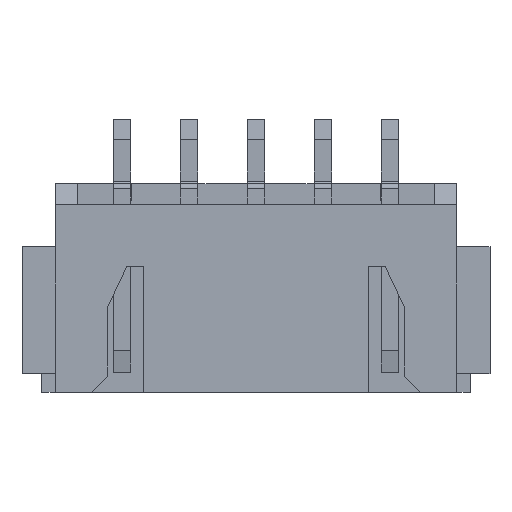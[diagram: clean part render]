
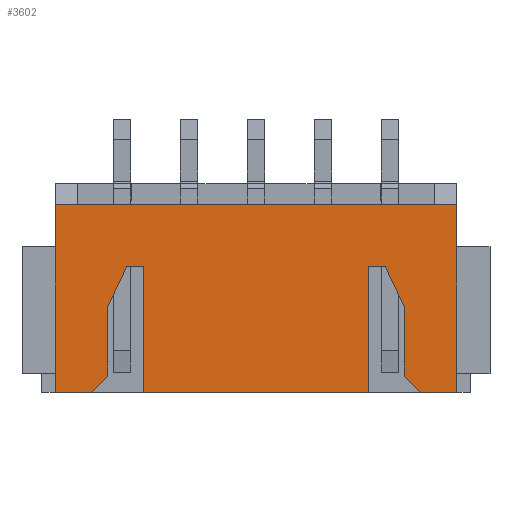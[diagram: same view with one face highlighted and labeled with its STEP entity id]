
A CAD part, top view. The second image highlights one B-rep face of the part: STEP entity #3602.
In plain terms, the highlighted planar face has unit normal (0, 0, 1).
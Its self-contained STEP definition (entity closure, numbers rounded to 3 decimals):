
#144=FACE_OUTER_BOUND('',#333,.T.);
#333=EDGE_LOOP('',(#2662,#2663,#2664,#2665,#2666,#2667,#2668,#2669,#2670,
#2671,#2672,#2673,#2674,#2675,#2676,#2677));
#476=LINE('',#4910,#971);
#512=LINE('',#4982,#1007);
#659=LINE('',#5276,#1154);
#661=LINE('',#5280,#1156);
#666=LINE('',#5289,#1161);
#669=LINE('',#5295,#1164);
#672=LINE('',#5301,#1167);
#675=LINE('',#5309,#1170);
#679=LINE('',#5316,#1174);
#682=LINE('',#5322,#1177);
#685=LINE('',#5328,#1180);
#686=LINE('',#5331,#1181);
#689=LINE('',#5336,#1184);
#690=LINE('',#5337,#1185);
#691=LINE('',#5338,#1186);
#692=LINE('',#5339,#1187);
#971=VECTOR('',#3977,10.);
#1007=VECTOR('',#4031,10.);
#1154=VECTOR('',#4274,10.);
#1156=VECTOR('',#4278,10.);
#1161=VECTOR('',#4285,10.);
#1164=VECTOR('',#4290,10.);
#1167=VECTOR('',#4295,10.);
#1170=VECTOR('',#4300,10.);
#1174=VECTOR('',#4306,10.);
#1177=VECTOR('',#4311,10.);
#1180=VECTOR('',#4316,10.);
#1181=VECTOR('',#4319,10.);
#1184=VECTOR('',#4324,10.);
#1185=VECTOR('',#4325,10.);
#1186=VECTOR('',#4326,10.);
#1187=VECTOR('',#4327,10.);
#1465=VERTEX_POINT('',#4907);
#1466=VERTEX_POINT('',#4909);
#1492=VERTEX_POINT('',#4979);
#1493=VERTEX_POINT('',#4981);
#1591=VERTEX_POINT('',#5273);
#1592=VERTEX_POINT('',#5275);
#1593=VERTEX_POINT('',#5279);
#1596=VERTEX_POINT('',#5287);
#1598=VERTEX_POINT('',#5293);
#1600=VERTEX_POINT('',#5299);
#1603=VERTEX_POINT('',#5306);
#1604=VERTEX_POINT('',#5308);
#1606=VERTEX_POINT('',#5314);
#1608=VERTEX_POINT('',#5320);
#1610=VERTEX_POINT('',#5326);
#1611=VERTEX_POINT('',#5330);
#1812=EDGE_CURVE('',#1465,#1466,#476,.T.);
#1848=EDGE_CURVE('',#1492,#1493,#512,.T.);
#1995=EDGE_CURVE('',#1592,#1591,#659,.T.);
#1997=EDGE_CURVE('',#1593,#1592,#661,.T.);
#2002=EDGE_CURVE('',#1591,#1596,#666,.T.);
#2005=EDGE_CURVE('',#1596,#1598,#669,.T.);
#2008=EDGE_CURVE('',#1598,#1600,#672,.T.);
#2011=EDGE_CURVE('',#1604,#1603,#675,.T.);
#2015=EDGE_CURVE('',#1603,#1606,#679,.T.);
#2018=EDGE_CURVE('',#1606,#1608,#682,.T.);
#2021=EDGE_CURVE('',#1608,#1610,#685,.T.);
#2022=EDGE_CURVE('',#1611,#1604,#686,.T.);
#2025=EDGE_CURVE('',#1600,#1611,#689,.T.);
#2026=EDGE_CURVE('',#1610,#1493,#690,.T.);
#2027=EDGE_CURVE('',#1466,#1492,#691,.T.);
#2028=EDGE_CURVE('',#1465,#1593,#692,.T.);
#2662=ORIENTED_EDGE('',*,*,#1997,.T.);
#2663=ORIENTED_EDGE('',*,*,#1995,.T.);
#2664=ORIENTED_EDGE('',*,*,#2002,.T.);
#2665=ORIENTED_EDGE('',*,*,#2005,.T.);
#2666=ORIENTED_EDGE('',*,*,#2008,.T.);
#2667=ORIENTED_EDGE('',*,*,#2025,.T.);
#2668=ORIENTED_EDGE('',*,*,#2022,.T.);
#2669=ORIENTED_EDGE('',*,*,#2011,.T.);
#2670=ORIENTED_EDGE('',*,*,#2015,.T.);
#2671=ORIENTED_EDGE('',*,*,#2018,.T.);
#2672=ORIENTED_EDGE('',*,*,#2021,.T.);
#2673=ORIENTED_EDGE('',*,*,#2026,.T.);
#2674=ORIENTED_EDGE('',*,*,#1848,.F.);
#2675=ORIENTED_EDGE('',*,*,#2027,.F.);
#2676=ORIENTED_EDGE('',*,*,#1812,.F.);
#2677=ORIENTED_EDGE('',*,*,#2028,.T.);
#3425=PLANE('',#3812);
#3602=ADVANCED_FACE('',(#144),#3425,.T.);
#3812=AXIS2_PLACEMENT_3D('',#5335,#4322,#4323);
#3977=DIRECTION('',(0.,1.,0.));
#4031=DIRECTION('',(0.,-1.,0.));
#4274=DIRECTION('',(0.,1.,0.));
#4278=DIRECTION('',(0.707,0.707,0.));
#4285=DIRECTION('',(0.428,0.904,0.));
#4290=DIRECTION('',(1.,0.,0.));
#4295=DIRECTION('',(0.,-1.,0.));
#4300=DIRECTION('',(1.,0.,0.));
#4306=DIRECTION('',(0.428,-0.904,0.));
#4311=DIRECTION('',(0.,-1.,0.));
#4316=DIRECTION('',(0.707,-0.707,0.));
#4319=DIRECTION('',(0.,1.,0.));
#4322=DIRECTION('center_axis',(0.,0.,1.));
#4323=DIRECTION('ref_axis',(0.,-1.,0.));
#4324=DIRECTION('',(1.,0.,0.));
#4325=DIRECTION('',(1.,0.,0.));
#4326=DIRECTION('',(1.,0.,0.));
#4327=DIRECTION('',(1.,0.,0.));
#4907=CARTESIAN_POINT('',(-7.5,-7.8,6.));
#4909=CARTESIAN_POINT('',(-7.5,-0.8,6.));
#4910=CARTESIAN_POINT('',(-7.5,0.,6.));
#4979=CARTESIAN_POINT('',(7.5,-0.8,6.));
#4981=CARTESIAN_POINT('',(7.5,-7.8,6.));
#4982=CARTESIAN_POINT('',(7.5,0.,6.));
#5273=CARTESIAN_POINT('',(-5.54,-4.6,6.));
#5275=CARTESIAN_POINT('',(-5.54,-7.2,6.));
#5276=CARTESIAN_POINT('',(-5.54,-2.7,6.));
#5279=CARTESIAN_POINT('',(-6.14,-7.8,6.));
#5280=CARTESIAN_POINT('',(-2.555,-4.215,6.));
#5287=CARTESIAN_POINT('',(-4.83,-3.1,6.));
#5289=CARTESIAN_POINT('',(-3.943,-1.227,6.));
#5293=CARTESIAN_POINT('',(-4.19,-3.1,6.));
#5295=CARTESIAN_POINT('',(-2.095,-3.1,6.));
#5299=CARTESIAN_POINT('',(-4.19,-7.8,6.));
#5301=CARTESIAN_POINT('',(-4.19,-4.3,6.));
#5306=CARTESIAN_POINT('',(4.83,-3.1,6.));
#5308=CARTESIAN_POINT('',(4.19,-3.1,6.));
#5309=CARTESIAN_POINT('',(2.415,-3.1,6.));
#5314=CARTESIAN_POINT('',(5.54,-4.6,6.));
#5316=CARTESIAN_POINT('',(4.298,-1.977,6.));
#5320=CARTESIAN_POINT('',(5.54,-7.2,6.));
#5322=CARTESIAN_POINT('',(5.54,-4.,6.));
#5326=CARTESIAN_POINT('',(6.14,-7.8,6.));
#5328=CARTESIAN_POINT('',(2.855,-4.515,6.));
#5330=CARTESIAN_POINT('',(4.19,-7.8,6.));
#5331=CARTESIAN_POINT('',(4.19,-1.95,6.));
#5335=CARTESIAN_POINT('Origin',(0.,-0.8,6.));
#5336=CARTESIAN_POINT('',(0.,-7.8,6.));
#5337=CARTESIAN_POINT('',(0.,-7.8,6.));
#5338=CARTESIAN_POINT('',(0.,-0.8,6.));
#5339=CARTESIAN_POINT('',(0.,-7.8,6.));
